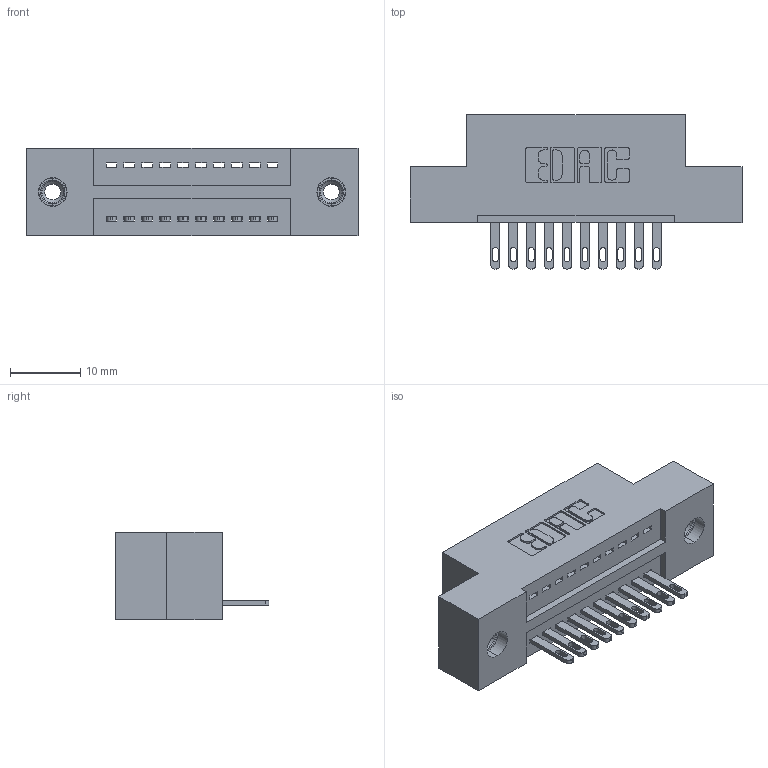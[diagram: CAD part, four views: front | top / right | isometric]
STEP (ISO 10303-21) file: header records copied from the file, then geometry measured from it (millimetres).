
FILE_DESCRIPTION (( 'STEP AP203' ), '1' );
FILE_NAME ('325-010-500-108.STEP', '2020-02-24T15:02:22', ( '' ), ( '' ), 'SwSTEP 2.0', 'SolidWorks 2016', '' );
FILE_SCHEMA (( 'CONFIG_CONTROL_DESIGN' ));
Length unit declared in the file: inch
Products named in the file (4): 325 Part_TI; 325-010-500-108; 345-250-001_345-250-003-102; 325-292-001_325-293-100
Assembly tree (13 placements, depth 2):
  325-010-500-108
    325 Part_TI
    325-292-001_325-293-100  x10
    345-250-001_345-250-003-102  x2
Bounding box: 47.12 x 21.84 x 12.45 mm (x, y, z)
Volume: 5729.5 mm3; surface area: 5755.5 mm2
Topology: 13 solids, 13 shells, 714 faces, 2127 edges, 1410 vertices
Faces by surface type: plane 462, cylinder 236, cone 12, torus 4
Entity records: 11368 total; most frequent: CARTESIAN_POINT 1947, ORIENTED_EDGE 1886, DIRECTION 1741, EDGE_CURVE 943, VECTOR 791, LINE 791, VERTEX_POINT 624, AXIS2_PLACEMENT_3D 475
